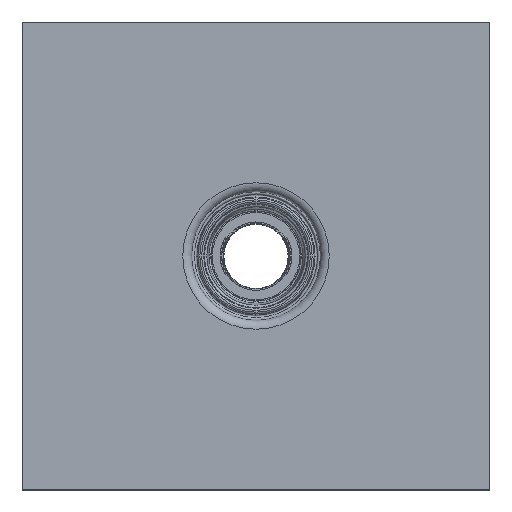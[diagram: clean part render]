
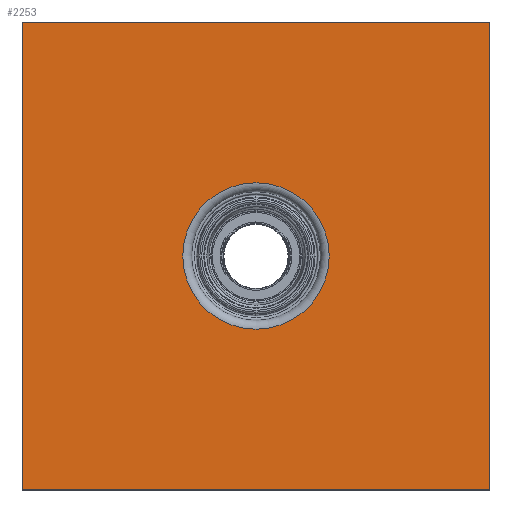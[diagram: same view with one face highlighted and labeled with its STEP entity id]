
A CAD part, top view. The second image highlights one B-rep face of the part: STEP entity #2253.
In plain terms, the highlighted planar face has unit normal (0, 0, 1).
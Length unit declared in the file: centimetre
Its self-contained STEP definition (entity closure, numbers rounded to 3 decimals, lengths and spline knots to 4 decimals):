
#205=FACE_BOUND('',#440,.T.);
#269=FACE_OUTER_BOUND('',#439,.T.);
#439=EDGE_LOOP('',(#1614,#1615,#1616,#1617));
#440=EDGE_LOOP('',(#1618));
#632=CIRCLE('',#2694,78.2516);
#843=VERTEX_POINT('',#4055);
#845=VERTEX_POINT('',#4059);
#846=VERTEX_POINT('',#4063);
#848=VERTEX_POINT('',#4066);
#867=VERTEX_POINT('',#4134);
#1107=EDGE_CURVE('',#843,#845,#2403,.T.);
#1109=EDGE_CURVE('',#848,#846,#2405,.T.);
#1112=EDGE_CURVE('',#845,#848,#2408,.T.);
#1115=EDGE_CURVE('',#843,#846,#2411,.T.);
#1143=EDGE_CURVE('',#867,#867,#632,.T.);
#1614=ORIENTED_EDGE('',*,*,#1115,.F.);
#1615=ORIENTED_EDGE('',*,*,#1107,.T.);
#1616=ORIENTED_EDGE('',*,*,#1112,.T.);
#1617=ORIENTED_EDGE('',*,*,#1109,.T.);
#1618=ORIENTED_EDGE('',*,*,#1143,.T.);
#2179=PLANE('',#2697);
#2253=ADVANCED_FACE('',(#269,#205),#2179,.T.);
#2403=LINE('',#4061,#2499);
#2405=LINE('',#4067,#2501);
#2408=LINE('',#4072,#2504);
#2411=LINE('',#4076,#2507);
#2499=VECTOR('',#3170,1.);
#2501=VECTOR('',#3174,1.);
#2504=VECTOR('',#3179,1.);
#2507=VECTOR('',#3184,1.);
#2694=AXIS2_PLACEMENT_3D('',#4135,#3258,#3259);
#2697=AXIS2_PLACEMENT_3D('',#4138,#3264,#3265);
#3170=DIRECTION('',(1.,0.,0.));
#3174=DIRECTION('',(-1.,0.,0.));
#3179=DIRECTION('',(0.,1.,0.));
#3184=DIRECTION('',(0.,1.,0.));
#3258=DIRECTION('center_axis',(0.,0.,-1.));
#3259=DIRECTION('ref_axis',(1.,0.,0.));
#3264=DIRECTION('center_axis',(0.,0.,1.));
#3265=DIRECTION('ref_axis',(0.,1.,0.));
#4055=CARTESIAN_POINT('',(-250.,-250.,251.5));
#4059=CARTESIAN_POINT('',(250.,-250.,251.5));
#4061=CARTESIAN_POINT('',(0.,-250.,251.5));
#4063=CARTESIAN_POINT('',(-250.,250.,251.5));
#4066=CARTESIAN_POINT('',(250.,250.,251.5));
#4067=CARTESIAN_POINT('',(0.,250.,251.5));
#4072=CARTESIAN_POINT('',(250.,0.,251.5));
#4076=CARTESIAN_POINT('',(-250.,0.,251.5));
#4134=CARTESIAN_POINT('',(0.,-78.2516,251.5));
#4135=CARTESIAN_POINT('Origin',(0.,0.,251.5));
#4138=CARTESIAN_POINT('Origin',(0.,0.,251.5));
